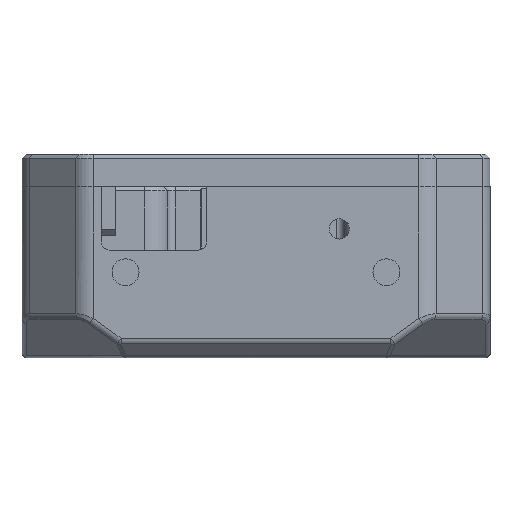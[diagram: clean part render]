
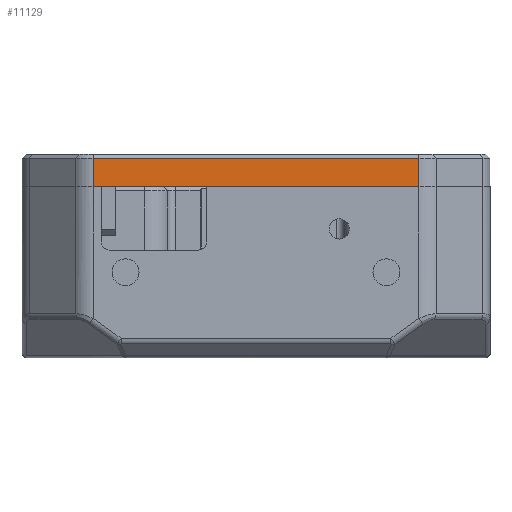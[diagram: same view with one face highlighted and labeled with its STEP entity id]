
A CAD part, left-side view. The second image highlights one B-rep face of the part: STEP entity #11129.
In plain terms, the highlighted planar face has unit normal (-1, 0, 0).
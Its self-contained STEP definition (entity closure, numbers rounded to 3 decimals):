
#43 = CARTESIAN_POINT ( 'NONE',  ( 16.624, -71.066, -8. ) ) ;
#129 = EDGE_LOOP ( 'NONE', ( #28682, #26337, #7386, #15563 ) ) ;
#894 = VECTOR ( 'NONE', #18141, 1000. ) ;
#1268 = VERTEX_POINT ( 'NONE', #26629 ) ;
#2132 = CARTESIAN_POINT ( 'NONE',  ( 16.624, -71.066, 6. ) ) ;
#2588 = EDGE_CURVE ( 'NONE', #1268, #22982, #22708, .T. ) ;
#2890 = LINE ( 'NONE', #7491, #18432 ) ;
#3024 = CARTESIAN_POINT ( 'NONE',  ( 16.624, -62.323, -8. ) ) ;
#4522 = LINE ( 'NONE', #27062, #5014 ) ;
#4829 = DIRECTION ( 'NONE',  ( 0., -1., 0. ) ) ;
#5014 = VECTOR ( 'NONE', #4829, 1000. ) ;
#5274 = CARTESIAN_POINT ( 'NONE',  ( 16.624, -111., 6. ) ) ;
#5388 = DIRECTION ( 'NONE',  ( -1., 0., 0. ) ) ;
#5958 = DIRECTION ( 'NONE',  ( 0., 0., -1. ) ) ;
#6920 = EDGE_CURVE ( 'NONE', #22982, #26487, #4522, .T. ) ;
#7337 = FACE_OUTER_BOUND ( 'NONE', #129, .T. ) ;
#7386 = ORIENTED_EDGE ( 'NONE', *, *, #6920, .T. ) ;
#7491 = CARTESIAN_POINT ( 'NONE',  ( 16.624, 0., 9.5 ) ) ;
#7626 = EDGE_CURVE ( 'NONE', #20141, #26487, #17101, .T. ) ;
#9329 = VECTOR ( 'NONE', #5958, 1000. ) ;
#9706 = DIRECTION ( 'NONE',  ( 0., 1., 0. ) ) ;
#11129 = ADVANCED_FACE ( 'NONE', ( #7337 ), #21532, .T. ) ;
#12624 = AXIS2_PLACEMENT_3D ( 'NONE', #3024, #5388, #9706 ) ;
#13494 = EDGE_CURVE ( 'NONE', #20141, #1268, #2890, .T. ) ;
#15563 = ORIENTED_EDGE ( 'NONE', *, *, #7626, .F. ) ;
#17101 = LINE ( 'NONE', #21505, #9329 ) ;
#18141 = DIRECTION ( 'NONE',  ( 0., 0., -1. ) ) ;
#18432 = VECTOR ( 'NONE', #20391, 1000. ) ;
#18786 = CARTESIAN_POINT ( 'NONE',  ( 16.624, -111., 9.5 ) ) ;
#20141 = VERTEX_POINT ( 'NONE', #18786 ) ;
#20391 = DIRECTION ( 'NONE',  ( 0., 1., 0. ) ) ;
#21505 = CARTESIAN_POINT ( 'NONE',  ( 16.624, -111., -8. ) ) ;
#21532 = PLANE ( 'NONE',  #12624 ) ;
#22708 = LINE ( 'NONE', #43, #894 ) ;
#22982 = VERTEX_POINT ( 'NONE', #2132 ) ;
#26337 = ORIENTED_EDGE ( 'NONE', *, *, #2588, .T. ) ;
#26487 = VERTEX_POINT ( 'NONE', #5274 ) ;
#26629 = CARTESIAN_POINT ( 'NONE',  ( 16.624, -71.066, 9.5 ) ) ;
#27062 = CARTESIAN_POINT ( 'NONE',  ( 16.624, -62.323, 6. ) ) ;
#28682 = ORIENTED_EDGE ( 'NONE', *, *, #13494, .T. ) ;
